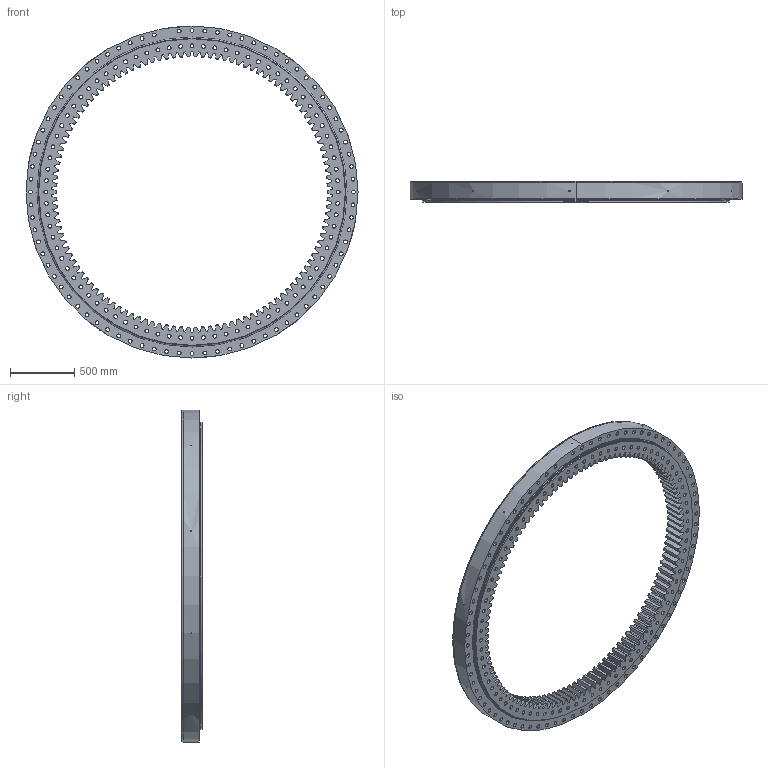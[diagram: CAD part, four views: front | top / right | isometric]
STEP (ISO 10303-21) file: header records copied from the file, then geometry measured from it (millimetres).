
FILE_DESCRIPTION (( 'STEP AP203' ), '1' );
FILE_NAME ('07-2400-00.STEP', '2017-12-27T12:36:00', ( 'defontaine' ), ( 'Hewlett-Packard Company' ), 'SwSTEP 2.0', 'SolidWorks 2016', '' );
FILE_SCHEMA (( 'CONFIG_CONTROL_DESIGN' ));
Length unit declared in the file: millimetre
Products named in the file (1): 07-2400-00
Bounding box: 2590 x 160 x 2590 mm (x, y, z)
Volume: 195021146.2 mm3; surface area: 11308007.1 mm2
Topology: 5 solids, 5 shells, 1130 faces, 3364 edges, 2240 vertices
Faces by surface type: cylinder 595, cone 252, plane 252, torus 31
Entity records: 41302 total; most frequent: CARTESIAN_POINT 9863, ORIENTED_EDGE 6728, DIRECTION 6527, EDGE_CURVE 3364, AXIS2_PLACEMENT_3D 2604, VERTEX_POINT 2240, CIRCLE 1473, EDGE_LOOP 1472
